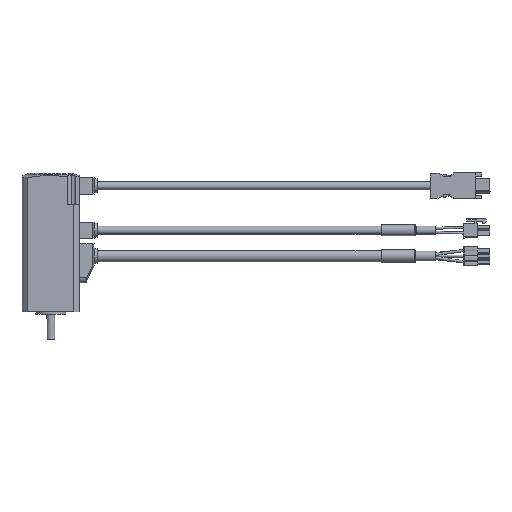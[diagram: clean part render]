
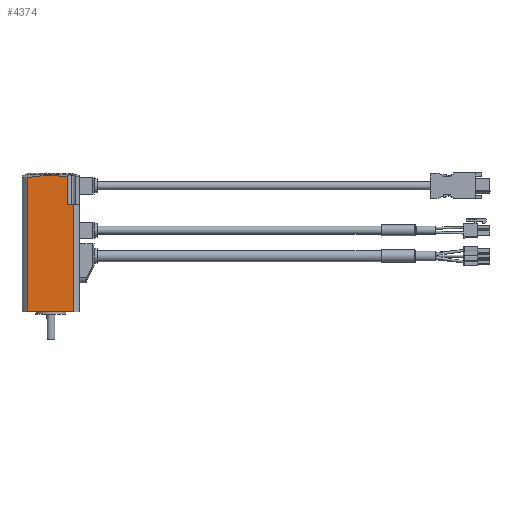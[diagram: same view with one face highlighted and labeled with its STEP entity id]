
A CAD part, left-side view. The second image highlights one B-rep face of the part: STEP entity #4374.
In plain terms, the highlighted planar face has unit normal (-1, 0, 0).
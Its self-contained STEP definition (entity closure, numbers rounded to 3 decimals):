
#1099 = VECTOR ( 'NONE', #1382, 1000. ) ;
#1139 = DIRECTION ( 'NONE',  ( 0., -1., 0. ) ) ;
#1382 = DIRECTION ( 'NONE',  ( 0., 0., -1. ) ) ;
#1455 = DIRECTION ( 'NONE',  ( 0., 0., 1. ) ) ;
#1942 = VERTEX_POINT ( 'NONE', #11978 ) ;
#2172 = VECTOR ( 'NONE', #10382, 1000. ) ;
#2352 = ORIENTED_EDGE ( 'NONE', *, *, #19756, .F. ) ;
#3483 = CARTESIAN_POINT ( 'NONE',  ( -21., 0., 78.2 ) ) ;
#3749 = CARTESIAN_POINT ( 'NONE',  ( -21., -16.971, 101. ) ) ;
#3819 = CARTESIAN_POINT ( 'NONE',  ( -21., -12.6, 78.2 ) ) ;
#4195 = CARTESIAN_POINT ( 'NONE',  ( -21., 16.971, 0. ) ) ;
#4374 = ADVANCED_FACE ( 'NONE', ( #20049 ), #18233, .T. ) ;
#4414 = LINE ( 'NONE', #22826, #21542 ) ;
#5862 = LINE ( 'NONE', #3483, #22836 ) ;
#6122 = LINE ( 'NONE', #3749, #1099 ) ;
#9739 = CARTESIAN_POINT ( 'NONE',  ( -21., 16.971, 98.009 ) ) ;
#10382 = DIRECTION ( 'NONE',  ( 0., 0., 1. ) ) ;
#11066 = DIRECTION ( 'NONE',  ( 0., 0., 1. ) ) ;
#11978 = CARTESIAN_POINT ( 'NONE',  ( -21., -16.971, 0. ) ) ;
#12266 = ORIENTED_EDGE ( 'NONE', *, *, #19439, .F. ) ;
#12785 = CARTESIAN_POINT ( 'NONE',  ( -21., 16.971, 101. ) ) ;
#12899 = EDGE_LOOP ( 'NONE', ( #16025, #19595, #14762, #2352, #21553, #12266 ) ) ;
#13186 = VERTEX_POINT ( 'NONE', #9739 ) ;
#13475 = DIRECTION ( 'NONE',  ( -1., 0., 0. ) ) ;
#13658 = VERTEX_POINT ( 'NONE', #18400 ) ;
#13866 = EDGE_CURVE ( 'NONE', #19526, #13186, #15169, .T. ) ;
#14447 = EDGE_CURVE ( 'NONE', #18359, #13658, #15685, .T. ) ;
#14762 = ORIENTED_EDGE ( 'NONE', *, *, #21444, .F. ) ;
#15169 = LINE ( 'NONE', #12785, #2172 ) ;
#15299 = VERTEX_POINT ( 'NONE', #16950 ) ;
#15454 = VECTOR ( 'NONE', #1455, 1000. ) ;
#15685 = LINE ( 'NONE', #3819, #15454 ) ;
#15850 = CARTESIAN_POINT ( 'NONE',  ( -21., -21., 10.2 ) ) ;
#15932 = DIRECTION ( 'NONE',  ( 0., 0., -1. ) ) ;
#16025 = ORIENTED_EDGE ( 'NONE', *, *, #13866, .F. ) ;
#16491 = AXIS2_PLACEMENT_3D ( 'NONE', #15850, #13475, #11066 ) ;
#16950 = CARTESIAN_POINT ( 'NONE',  ( -21., -16.971, 78.2 ) ) ;
#17771 = AXIS2_PLACEMENT_3D ( 'NONE', #20670, #18317, #15932 ) ;
#18233 = PLANE ( 'NONE',  #16491 ) ;
#18317 = DIRECTION ( 'NONE',  ( 1., 0., 0. ) ) ;
#18359 = VERTEX_POINT ( 'NONE', #18407 ) ;
#18400 = CARTESIAN_POINT ( 'NONE',  ( -21., -12.6, 98.678 ) ) ;
#18407 = CARTESIAN_POINT ( 'NONE',  ( -21., -12.6, 78.2 ) ) ;
#19268 = CIRCLE ( 'NONE', #17771, 97.77 ) ;
#19439 = EDGE_CURVE ( 'NONE', #13186, #13658, #19268, .T. ) ;
#19526 = VERTEX_POINT ( 'NONE', #4195 ) ;
#19595 = ORIENTED_EDGE ( 'NONE', *, *, #21741, .F. ) ;
#19756 = EDGE_CURVE ( 'NONE', #18359, #15299, #5862, .T. ) ;
#20049 = FACE_OUTER_BOUND ( 'NONE', #12899, .T. ) ;
#20468 = DIRECTION ( 'NONE',  ( 0., 1., 0. ) ) ;
#20670 = CARTESIAN_POINT ( 'NONE',  ( -21., 0., 1.723 ) ) ;
#21444 = EDGE_CURVE ( 'NONE', #15299, #1942, #6122, .T. ) ;
#21542 = VECTOR ( 'NONE', #20468, 1000. ) ;
#21553 = ORIENTED_EDGE ( 'NONE', *, *, #14447, .T. ) ;
#21741 = EDGE_CURVE ( 'NONE', #1942, #19526, #4414, .T. ) ;
#22826 = CARTESIAN_POINT ( 'NONE',  ( -21., 21., 0. ) ) ;
#22836 = VECTOR ( 'NONE', #1139, 1000. ) ;
